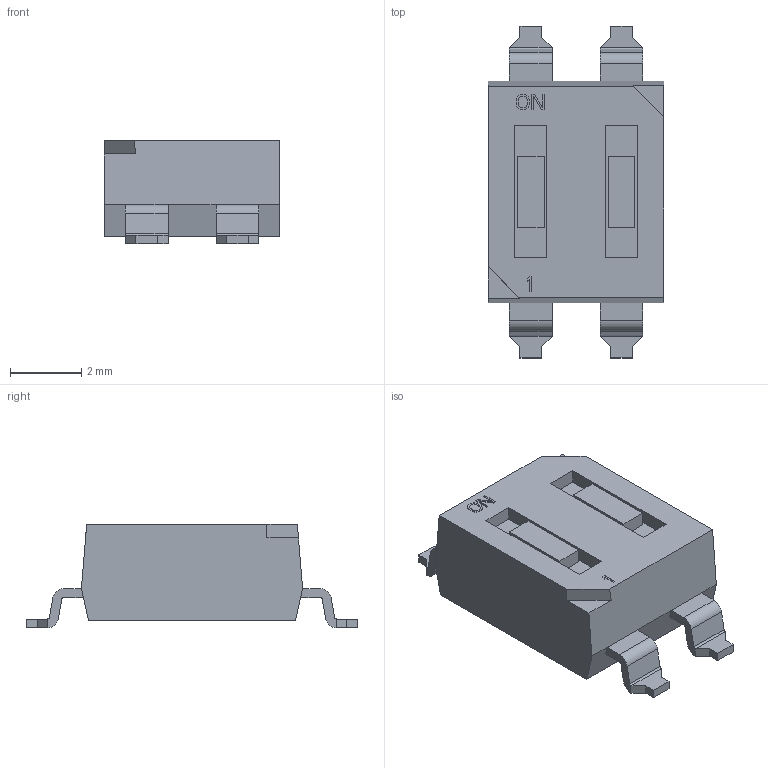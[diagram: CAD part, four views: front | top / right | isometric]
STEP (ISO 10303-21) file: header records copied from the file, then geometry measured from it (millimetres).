
FILE_DESCRIPTION (( 'STEP AP214' ), '1' );
FILE_NAME ('switch_smd_2.STEP', '2020-08-02T16:53:25', ( '' ), ( '' ), 'SwSTEP 2.0', 'SolidWorks 2020', '' );
FILE_SCHEMA (( 'AUTOMOTIVE_DESIGN' ));
Length unit declared in the file: millimetre
Products named in the file (1): switch_smd_2
Bounding box: 4.93 x 9.3 x 2.91 mm (x, y, z)
Volume: 80.9 mm3; surface area: 151.5 mm2
Topology: 1 solids, 1 shells, 165 faces, 441 edges, 286 vertices
Faces by surface type: plane 149, cylinder 16
Entity records: 5443 total; most frequent: CARTESIAN_POINT 893, ORIENTED_EDGE 882, DIRECTION 805, EDGE_CURVE 441, LINE 409, VECTOR 409, VERTEX_POINT 286, AXIS2_PLACEMENT_3D 198
